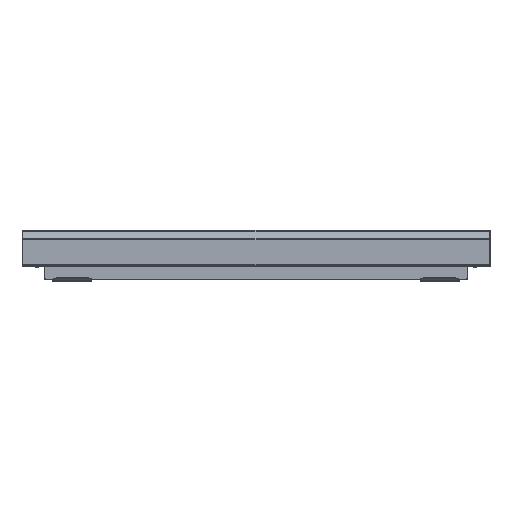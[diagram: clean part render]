
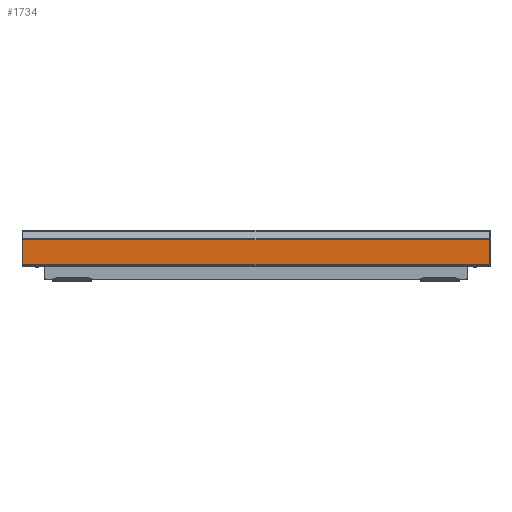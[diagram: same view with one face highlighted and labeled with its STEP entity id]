
A CAD part, top view. The second image highlights one B-rep face of the part: STEP entity #1734.
In plain terms, the highlighted planar face has unit normal (0, 0, 1).
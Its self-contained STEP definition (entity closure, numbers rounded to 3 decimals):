
#872 = ORIENTED_EDGE ( 'NONE', *, *, #15255, .T. ) ;
#883 = VECTOR ( 'NONE', #6536, 1000. ) ;
#917 = VECTOR ( 'NONE', #4148, 1000. ) ;
#1534 = EDGE_CURVE ( 'NONE', #6175, #8942, #5406, .T. ) ;
#1734 = ADVANCED_FACE ( 'NONE', ( #3682 ), #4958, .T. ) ;
#2019 = EDGE_CURVE ( 'NONE', #4293, #3115, #7645, .T. ) ;
#2183 = LINE ( 'NONE', #5854, #14914 ) ;
#2272 = DIRECTION ( 'NONE',  ( 0., -1., 0. ) ) ;
#2827 = EDGE_LOOP ( 'NONE', ( #6022, #14233, #4801, #872 ) ) ;
#3115 = VERTEX_POINT ( 'NONE', #12820 ) ;
#3682 = FACE_OUTER_BOUND ( 'NONE', #2827, .T. ) ;
#3769 = CARTESIAN_POINT ( 'NONE',  ( -477.5, -19.054, 343. ) ) ;
#4148 = DIRECTION ( 'NONE',  ( 1., 0., 0. ) ) ;
#4293 = VERTEX_POINT ( 'NONE', #12025 ) ;
#4801 = ORIENTED_EDGE ( 'NONE', *, *, #1534, .F. ) ;
#4873 = EDGE_CURVE ( 'NONE', #8942, #3115, #12021, .T. ) ;
#4958 = PLANE ( 'NONE',  #14088 ) ;
#5406 = LINE ( 'NONE', #10538, #917 ) ;
#5854 = CARTESIAN_POINT ( 'NONE',  ( -477.5, -19.054, 343. ) ) ;
#6022 = ORIENTED_EDGE ( 'NONE', *, *, #2019, .T. ) ;
#6175 = VERTEX_POINT ( 'NONE', #7703 ) ;
#6536 = DIRECTION ( 'NONE',  ( 1., 0., 0. ) ) ;
#7306 = VECTOR ( 'NONE', #7369, 1000. ) ;
#7369 = DIRECTION ( 'NONE',  ( 0., -1., 0. ) ) ;
#7645 = LINE ( 'NONE', #15071, #883 ) ;
#7703 = CARTESIAN_POINT ( 'NONE',  ( -477.5, -19.054, 343. ) ) ;
#8942 = VERTEX_POINT ( 'NONE', #11957 ) ;
#9738 = CARTESIAN_POINT ( 'NONE',  ( 477.5, -19.054, 343. ) ) ;
#10538 = CARTESIAN_POINT ( 'NONE',  ( -477.5, -19.054, 343. ) ) ;
#11147 = DIRECTION ( 'NONE',  ( 1., 0., 0. ) ) ;
#11957 = CARTESIAN_POINT ( 'NONE',  ( 477.5, -19.054, 343. ) ) ;
#12021 = LINE ( 'NONE', #9738, #7306 ) ;
#12025 = CARTESIAN_POINT ( 'NONE',  ( -477.5, -69.906, 343. ) ) ;
#12820 = CARTESIAN_POINT ( 'NONE',  ( 477.5, -69.906, 343. ) ) ;
#13525 = DIRECTION ( 'NONE',  ( 0., 0., 1. ) ) ;
#14088 = AXIS2_PLACEMENT_3D ( 'NONE', #3769, #13525, #11147 ) ;
#14233 = ORIENTED_EDGE ( 'NONE', *, *, #4873, .F. ) ;
#14914 = VECTOR ( 'NONE', #2272, 1000. ) ;
#15071 = CARTESIAN_POINT ( 'NONE',  ( -477.5, -69.906, 343. ) ) ;
#15255 = EDGE_CURVE ( 'NONE', #6175, #4293, #2183, .T. ) ;
